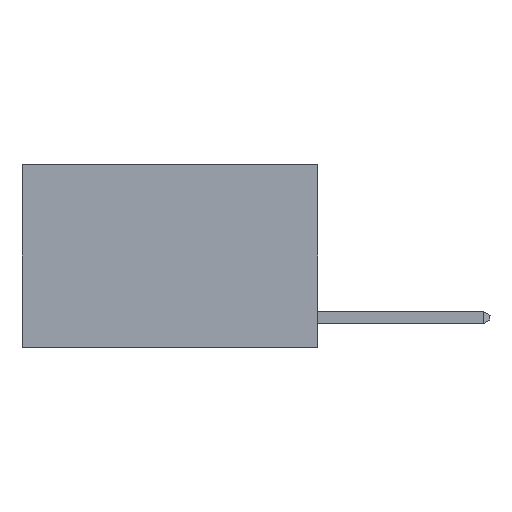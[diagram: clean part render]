
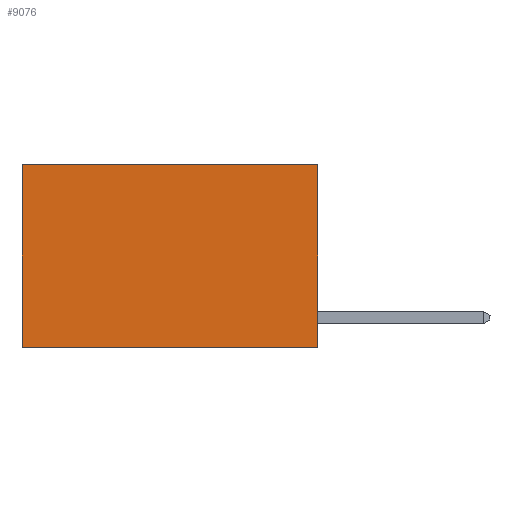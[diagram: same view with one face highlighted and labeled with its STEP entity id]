
A CAD part, left-side view. The second image highlights one B-rep face of the part: STEP entity #9076.
In plain terms, the highlighted planar face has unit normal (-1, 0, 0).
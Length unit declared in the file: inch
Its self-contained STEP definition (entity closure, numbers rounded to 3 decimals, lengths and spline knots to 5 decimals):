
#34 = ORIENTED_EDGE ( 'NONE', *, *, #16434, .F. ) ;
#1015 = VECTOR ( 'NONE', #5403, 39.37008 ) ;
#1130 = DIRECTION ( 'NONE',  ( 0., 0., -1. ) ) ;
#1550 = DIRECTION ( 'NONE',  ( 0., 0., -1. ) ) ;
#2663 = LINE ( 'NONE', #11691, #16840 ) ;
#4698 = VERTEX_POINT ( 'NONE', #14947 ) ;
#5028 = DIRECTION ( 'NONE',  ( 0., 1., 0. ) ) ;
#5403 = DIRECTION ( 'NONE',  ( 0., 0., -1. ) ) ;
#5689 = VECTOR ( 'NONE', #8280, 39.37008 ) ;
#6469 = ORIENTED_EDGE ( 'NONE', *, *, #10448, .T. ) ;
#7154 = CARTESIAN_POINT ( 'NONE',  ( 0.2625, 0.6, 0. ) ) ;
#8164 = CARTESIAN_POINT ( 'NONE',  ( 0.2625, 0., -0.37 ) ) ;
#8280 = DIRECTION ( 'NONE',  ( 0., 1., 0. ) ) ;
#8706 = CARTESIAN_POINT ( 'NONE',  ( 0.2625, 0.6, -0.37 ) ) ;
#9076 = ADVANCED_FACE ( 'NONE', ( #14541 ), #16259, .F. ) ;
#9193 = VERTEX_POINT ( 'NONE', #8706 ) ;
#10448 = EDGE_CURVE ( 'NONE', #11799, #9193, #10966, .T. ) ;
#10689 = CARTESIAN_POINT ( 'NONE',  ( 0.2625, 0., 0. ) ) ;
#10958 = LINE ( 'NONE', #13852, #1015 ) ;
#10966 = LINE ( 'NONE', #7154, #17566 ) ;
#11431 = ORIENTED_EDGE ( 'NONE', *, *, #16151, .T. ) ;
#11691 = CARTESIAN_POINT ( 'NONE',  ( 0.2625, 0., 0. ) ) ;
#11746 = CARTESIAN_POINT ( 'NONE',  ( 0.2625, 0., 0. ) ) ;
#11799 = VERTEX_POINT ( 'NONE', #13399 ) ;
#13399 = CARTESIAN_POINT ( 'NONE',  ( 0.2625, 0.6, 0. ) ) ;
#13852 = CARTESIAN_POINT ( 'NONE',  ( 0.2625, 0., 0. ) ) ;
#14350 = EDGE_CURVE ( 'NONE', #16248, #4698, #10958, .T. ) ;
#14530 = DIRECTION ( 'NONE',  ( 1., 0., 0. ) ) ;
#14541 = FACE_OUTER_BOUND ( 'NONE', #14575, .T. ) ;
#14575 = EDGE_LOOP ( 'NONE', ( #6469, #34, #17682, #11431 ) ) ;
#14947 = CARTESIAN_POINT ( 'NONE',  ( 0.2625, 0., -0.37 ) ) ;
#15096 = AXIS2_PLACEMENT_3D ( 'NONE', #10689, #14530, #1130 ) ;
#16151 = EDGE_CURVE ( 'NONE', #16248, #11799, #2663, .T. ) ;
#16248 = VERTEX_POINT ( 'NONE', #11746 ) ;
#16259 = PLANE ( 'NONE',  #15096 ) ;
#16434 = EDGE_CURVE ( 'NONE', #4698, #9193, #17260, .T. ) ;
#16840 = VECTOR ( 'NONE', #5028, 39.37008 ) ;
#17260 = LINE ( 'NONE', #8164, #5689 ) ;
#17566 = VECTOR ( 'NONE', #1550, 39.37008 ) ;
#17682 = ORIENTED_EDGE ( 'NONE', *, *, #14350, .F. ) ;
